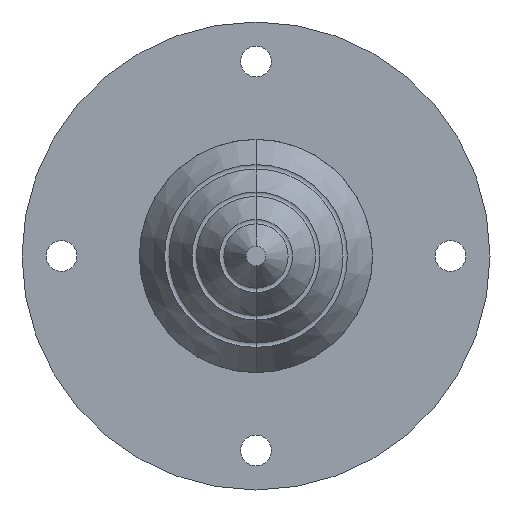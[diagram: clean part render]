
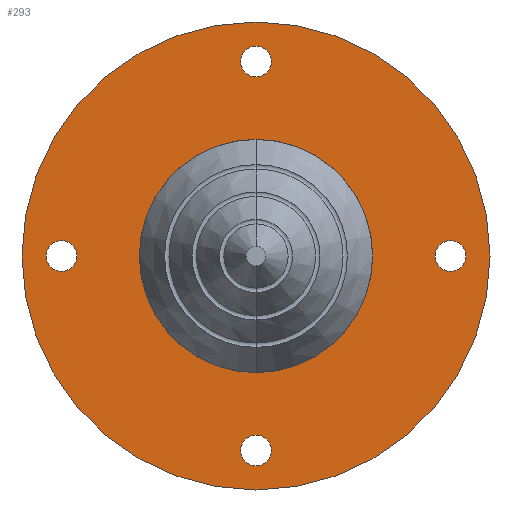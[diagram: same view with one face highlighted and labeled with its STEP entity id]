
A CAD part, left-side view. The second image highlights one B-rep face of the part: STEP entity #293.
In plain terms, the highlighted planar face has unit normal (-1, 0, 0).
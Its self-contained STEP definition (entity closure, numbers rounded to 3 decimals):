
#12 = AXIS2_PLACEMENT_3D ( 'NONE', #341, #340, #334 ) ;
#14 = AXIS2_PLACEMENT_3D ( 'NONE', #355, #354, #352 ) ;
#35 = AXIS2_PLACEMENT_3D ( 'NONE', #524, #518, #516 ) ;
#37 = AXIS2_PLACEMENT_3D ( 'NONE', #557, #556, #554 ) ;
#38 = AXIS2_PLACEMENT_3D ( 'NONE', #561, #559, #558 ) ;
#39 = AXIS2_PLACEMENT_3D ( 'NONE', #565, #564, #563 ) ;
#42 = AXIS2_PLACEMENT_3D ( 'NONE', #478, #477, #476 ) ;
#43 = AXIS2_PLACEMENT_3D ( 'NONE', #500, #494, #487 ) ;
#54 = AXIS2_PLACEMENT_3D ( 'NONE', #361, #408, #376 ) ;
#63 = CIRCLE ( 'NONE', #54, 2.25 ) ;
#69 = CIRCLE ( 'NONE', #235, 2.25 ) ;
#79 = CIRCLE ( 'NONE', #226, 2.25 ) ;
#85 = CIRCLE ( 'NONE', #229, 2.25 ) ;
#153 = FACE_BOUND ( 'NONE', #867, .T. ) ;
#154 = FACE_BOUND ( 'NONE', #846, .T. ) ;
#155 = FACE_OUTER_BOUND ( 'NONE', #851, .T. ) ;
#157 = FACE_BOUND ( 'NONE', #842, .T. ) ;
#159 = FACE_BOUND ( 'NONE', #864, .T. ) ;
#161 = FACE_BOUND ( 'NONE', #841, .T. ) ;
#175 = VERTEX_POINT ( 'NONE', #1158 ) ;
#195 = VERTEX_POINT ( 'NONE', #1134 ) ;
#199 = VERTEX_POINT ( 'NONE', #1167 ) ;
#200 = VERTEX_POINT ( 'NONE', #1146 ) ;
#226 = AXIS2_PLACEMENT_3D ( 'NONE', #1093, #1078, #1085 ) ;
#229 = AXIS2_PLACEMENT_3D ( 'NONE', #1073, #1074, #1076 ) ;
#235 = AXIS2_PLACEMENT_3D ( 'NONE', #368, #437, #438 ) ;
#267 = AXIS2_PLACEMENT_3D ( 'NONE', #1112, #1121, #1110 ) ;
#293 = ADVANCED_FACE ( 'NONE', ( #157, #161, #154, #159, #153, #155 ), #1109, .F. ) ;
#325 = CARTESIAN_POINT ( 'NONE',  ( 29.373, 0., 26.095 ) ) ;
#334 = DIRECTION ( 'NONE',  ( 0., 0., 1. ) ) ;
#340 = DIRECTION ( 'NONE',  ( -1., 0., 0. ) ) ;
#341 = CARTESIAN_POINT ( 'NONE',  ( 29.373, 0., 0. ) ) ;
#352 = DIRECTION ( 'NONE',  ( 0., 0., 1. ) ) ;
#354 = DIRECTION ( 'NONE',  ( -1., 0., 0. ) ) ;
#355 = CARTESIAN_POINT ( 'NONE',  ( 29.373, 0., 0. ) ) ;
#361 = CARTESIAN_POINT ( 'NONE',  ( 29.373, 28.345, 0. ) ) ;
#368 = CARTESIAN_POINT ( 'NONE',  ( 29.373, 0., 28.345 ) ) ;
#376 = DIRECTION ( 'NONE',  ( 0., 0., 1. ) ) ;
#408 = DIRECTION ( 'NONE',  ( -1., 0., 0. ) ) ;
#437 = DIRECTION ( 'NONE',  ( -1., 0., 0. ) ) ;
#438 = DIRECTION ( 'NONE',  ( 0., 0., 1. ) ) ;
#476 = DIRECTION ( 'NONE',  ( 0., 0., 1. ) ) ;
#477 = DIRECTION ( 'NONE',  ( -1., 0., 0. ) ) ;
#478 = CARTESIAN_POINT ( 'NONE',  ( 29.373, 0., -28.345 ) ) ;
#487 = DIRECTION ( 'NONE',  ( 0., 0., 1. ) ) ;
#494 = DIRECTION ( 'NONE',  ( -1., 0., 0. ) ) ;
#500 = CARTESIAN_POINT ( 'NONE',  ( 29.373, 0., 0. ) ) ;
#516 = DIRECTION ( 'NONE',  ( 0., 0., 1. ) ) ;
#518 = DIRECTION ( 'NONE',  ( -1., 0., 0. ) ) ;
#521 = CARTESIAN_POINT ( 'NONE',  ( 29.373, 0., -26.095 ) ) ;
#524 = CARTESIAN_POINT ( 'NONE',  ( 29.373, 0., 0. ) ) ;
#533 = CARTESIAN_POINT ( 'NONE',  ( 29.373, 0., -17. ) ) ;
#535 = CARTESIAN_POINT ( 'NONE',  ( 29.373, 0., 34.1 ) ) ;
#544 = CARTESIAN_POINT ( 'NONE',  ( 29.373, 28.345, 2.25 ) ) ;
#549 = CARTESIAN_POINT ( 'NONE',  ( 29.373, 28.345, -2.25 ) ) ;
#550 = CARTESIAN_POINT ( 'NONE',  ( 29.373, -28.345, 2.25 ) ) ;
#554 = DIRECTION ( 'NONE',  ( 0., 0., 1. ) ) ;
#556 = DIRECTION ( 'NONE',  ( -1., 0., 0. ) ) ;
#557 = CARTESIAN_POINT ( 'NONE',  ( 29.373, 28.345, 0. ) ) ;
#558 = DIRECTION ( 'NONE',  ( 0., 0., 1. ) ) ;
#559 = DIRECTION ( 'NONE',  ( -1., 0., 0. ) ) ;
#561 = CARTESIAN_POINT ( 'NONE',  ( 29.373, 0., 28.345 ) ) ;
#563 = DIRECTION ( 'NONE',  ( 0., 0., 1. ) ) ;
#564 = DIRECTION ( 'NONE',  ( -1., 0., 0. ) ) ;
#565 = CARTESIAN_POINT ( 'NONE',  ( 29.373, -28.345, 0. ) ) ;
#593 = VERTEX_POINT ( 'NONE', #1032 ) ;
#647 = CIRCLE ( 'NONE', #12, 34.1 ) ;
#654 = CIRCLE ( 'NONE', #14, 17. ) ;
#689 = CIRCLE ( 'NONE', #37, 2.25 ) ;
#690 = CIRCLE ( 'NONE', #38, 2.25 ) ;
#692 = CIRCLE ( 'NONE', #39, 2.25 ) ;
#695 = CIRCLE ( 'NONE', #35, 17. ) ;
#699 = CIRCLE ( 'NONE', #43, 34.1 ) ;
#700 = CIRCLE ( 'NONE', #42, 2.25 ) ;
#717 = EDGE_CURVE ( 'NONE', #593, #817, #85, .T. ) ;
#722 = EDGE_CURVE ( 'NONE', #175, #798, #79, .T. ) ;
#727 = EDGE_CURVE ( 'NONE', #802, #195, #69, .T. ) ;
#732 = EDGE_CURVE ( 'NONE', #804, #799, #63, .T. ) ;
#746 = EDGE_CURVE ( 'NONE', #199, #808, #699, .T. ) ;
#747 = EDGE_CURVE ( 'NONE', #817, #593, #700, .T. ) ;
#752 = EDGE_CURVE ( 'NONE', #798, #175, #692, .T. ) ;
#753 = EDGE_CURVE ( 'NONE', #195, #802, #690, .T. ) ;
#754 = EDGE_CURVE ( 'NONE', #799, #804, #689, .T. ) ;
#756 = EDGE_CURVE ( 'NONE', #810, #200, #695, .T. ) ;
#783 = EDGE_CURVE ( 'NONE', #200, #810, #654, .T. ) ;
#788 = EDGE_CURVE ( 'NONE', #808, #199, #647, .T. ) ;
#798 = VERTEX_POINT ( 'NONE', #550 ) ;
#799 = VERTEX_POINT ( 'NONE', #544 ) ;
#802 = VERTEX_POINT ( 'NONE', #325 ) ;
#804 = VERTEX_POINT ( 'NONE', #549 ) ;
#808 = VERTEX_POINT ( 'NONE', #535 ) ;
#810 = VERTEX_POINT ( 'NONE', #533 ) ;
#817 = VERTEX_POINT ( 'NONE', #521 ) ;
#841 = EDGE_LOOP ( 'NONE', ( #981, #1016 ) ) ;
#842 = EDGE_LOOP ( 'NONE', ( #1006, #984 ) ) ;
#846 = EDGE_LOOP ( 'NONE', ( #980, #985 ) ) ;
#851 = EDGE_LOOP ( 'NONE', ( #996, #1005 ) ) ;
#864 = EDGE_LOOP ( 'NONE', ( #983, #987 ) ) ;
#867 = EDGE_LOOP ( 'NONE', ( #1017, #1013 ) ) ;
#980 = ORIENTED_EDGE ( 'NONE', *, *, #753, .F. ) ;
#981 = ORIENTED_EDGE ( 'NONE', *, *, #752, .F. ) ;
#983 = ORIENTED_EDGE ( 'NONE', *, *, #754, .F. ) ;
#984 = ORIENTED_EDGE ( 'NONE', *, *, #717, .F. ) ;
#985 = ORIENTED_EDGE ( 'NONE', *, *, #727, .F. ) ;
#987 = ORIENTED_EDGE ( 'NONE', *, *, #732, .F. ) ;
#996 = ORIENTED_EDGE ( 'NONE', *, *, #788, .T. ) ;
#1005 = ORIENTED_EDGE ( 'NONE', *, *, #746, .T. ) ;
#1006 = ORIENTED_EDGE ( 'NONE', *, *, #747, .F. ) ;
#1013 = ORIENTED_EDGE ( 'NONE', *, *, #756, .F. ) ;
#1016 = ORIENTED_EDGE ( 'NONE', *, *, #722, .F. ) ;
#1017 = ORIENTED_EDGE ( 'NONE', *, *, #783, .F. ) ;
#1032 = CARTESIAN_POINT ( 'NONE',  ( 29.373, 0., -30.595 ) ) ;
#1073 = CARTESIAN_POINT ( 'NONE',  ( 29.373, 0., -28.345 ) ) ;
#1074 = DIRECTION ( 'NONE',  ( -1., 0., 0. ) ) ;
#1076 = DIRECTION ( 'NONE',  ( 0., 0., 1. ) ) ;
#1078 = DIRECTION ( 'NONE',  ( -1., 0., 0. ) ) ;
#1085 = DIRECTION ( 'NONE',  ( 0., 0., 1. ) ) ;
#1093 = CARTESIAN_POINT ( 'NONE',  ( 29.373, -28.345, 0. ) ) ;
#1109 = PLANE ( 'NONE',  #267 ) ;
#1110 = DIRECTION ( 'NONE',  ( 0., 0., -1. ) ) ;
#1112 = CARTESIAN_POINT ( 'NONE',  ( 29.373, 34.1, 0. ) ) ;
#1121 = DIRECTION ( 'NONE',  ( 1., 0., 0. ) ) ;
#1134 = CARTESIAN_POINT ( 'NONE',  ( 29.373, 0., 30.595 ) ) ;
#1146 = CARTESIAN_POINT ( 'NONE',  ( 29.373, 0., 17. ) ) ;
#1158 = CARTESIAN_POINT ( 'NONE',  ( 29.373, -28.345, -2.25 ) ) ;
#1167 = CARTESIAN_POINT ( 'NONE',  ( 29.373, 0., -34.1 ) ) ;
